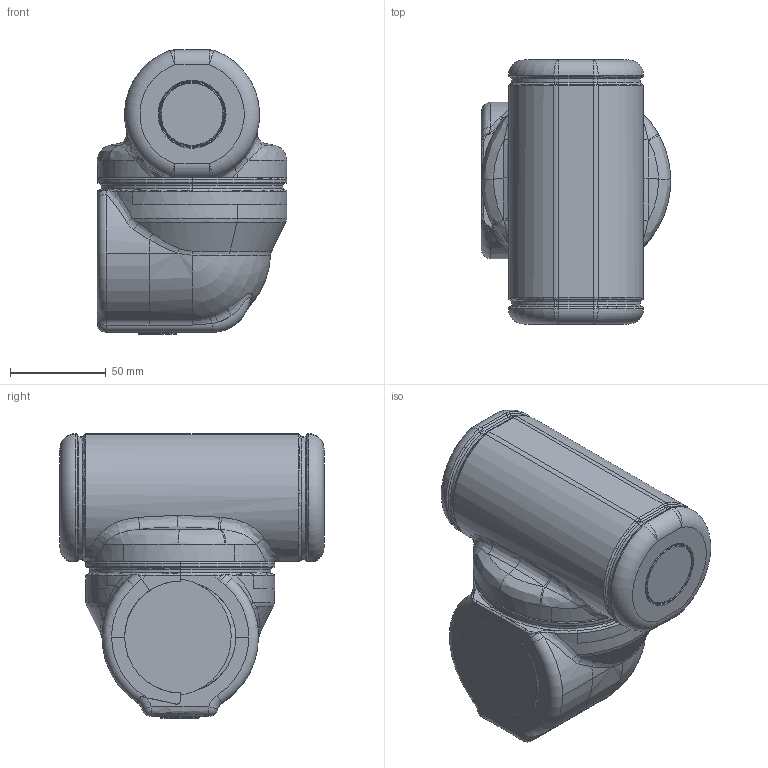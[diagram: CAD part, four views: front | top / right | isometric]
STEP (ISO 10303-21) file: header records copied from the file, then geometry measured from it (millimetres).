
FILE_DESCRIPTION(('CATIA V5 STEP Exchange'),'2;1');
FILE_NAME('STEP_CBN551805_-_TST.stp','2018-03-06T15:58:56+00:00',('none'),('none'),'CATIA Version 5-6 Release 2016 SP4','CATIA V5 STEP AP203','none');
FILE_SCHEMA(('CONFIG_CONTROL_DESIGN'));
Length unit declared in the file: millimetre
Products named in the file (1): CBN551805 - TST
Bounding box: 98.97 x 138 x 148.75 mm (x, y, z)
Volume: 1080576.8 mm3; surface area: 71020.1 mm2
Topology: 1 solids, 8 shells, 517 faces, 1239 edges, 720 vertices
Faces by surface type: bspline 145, cylinder 133, torus 120, plane 77, cone 16, sphere 14, extrusion 12
Entity records: 24764 total; most frequent: CARTESIAN_POINT 14869, ORIENTED_EDGE 2424, DIRECTION 1266, EDGE_CURVE 1212, VERTEX_POINT 720, AXIS2_PLACEMENT_3D 682, B_SPLINE_CURVE_WITH_KNOTS 584, EDGE_LOOP 526
